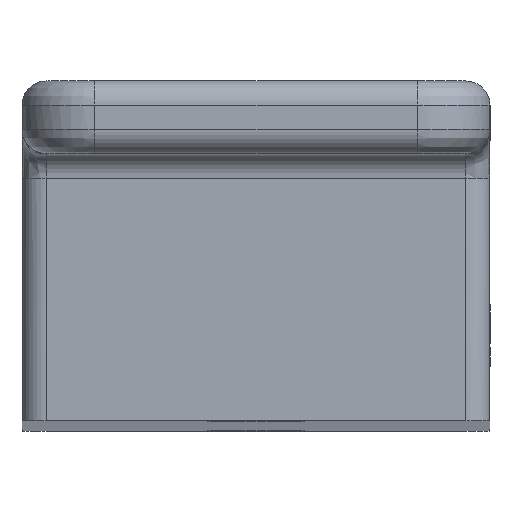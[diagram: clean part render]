
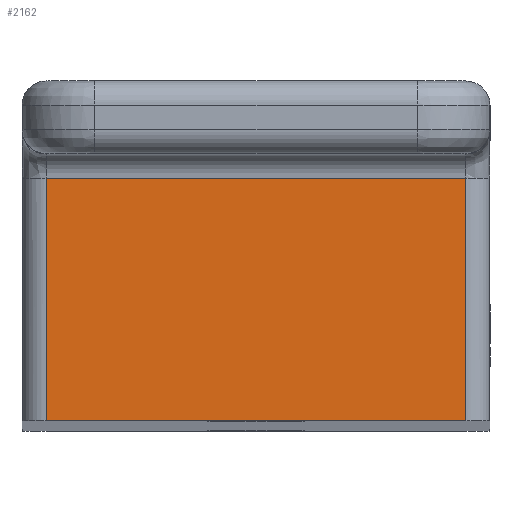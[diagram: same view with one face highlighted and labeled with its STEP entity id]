
A CAD part, top view. The second image highlights one B-rep face of the part: STEP entity #2162.
In plain terms, the highlighted free-form (B-spline) face has degree [1, 1] with [2, 2] control points.
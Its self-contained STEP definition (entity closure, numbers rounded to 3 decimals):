
#1379 = VERTEX_POINT('',#1380);
#1380 = CARTESIAN_POINT('',(15.935,-3.483,
    214.211));
#1386 = EDGE_CURVE('',#1387,#1379,#1389,.T.);
#1387 = VERTEX_POINT('',#1388);
#1388 = CARTESIAN_POINT('',(0.871,-3.483,
    214.211));
#1389 = B_SPLINE_CURVE_WITH_KNOTS('',1,(#1390,#1391),.UNSPECIFIED.,.F.,
  .F.,(2,2),(1.,18.3),.PIECEWISE_BEZIER_KNOTS.);
#1390 = CARTESIAN_POINT('',(0.871,-3.483,
    214.211));
#1391 = CARTESIAN_POINT('',(15.935,-3.483,
    214.211));
#2162 = ADVANCED_FACE('',(#2163),#2185,.T.);
#2163 = FACE_BOUND('',#2164,.T.);
#2164 = EDGE_LOOP('',(#2165,#2166,#2173,#2180));
#2165 = ORIENTED_EDGE('',*,*,#1386,.T.);
#2166 = ORIENTED_EDGE('',*,*,#2167,.T.);
#2167 = EDGE_CURVE('',#1379,#2168,#2170,.T.);
#2168 = VERTEX_POINT('',#2169);
#2169 = CARTESIAN_POINT('',(15.935,5.225,
    214.211));
#2170 = B_SPLINE_CURVE_WITH_KNOTS('',1,(#2171,#2172),.UNSPECIFIED.,.F.,
  .F.,(2,2),(-11.,-1.),.PIECEWISE_BEZIER_KNOTS.);
#2171 = CARTESIAN_POINT('',(15.935,-3.483,
    214.211));
#2172 = CARTESIAN_POINT('',(15.935,5.225,
    214.211));
#2173 = ORIENTED_EDGE('',*,*,#2174,.T.);
#2174 = EDGE_CURVE('',#2168,#2175,#2177,.T.);
#2175 = VERTEX_POINT('',#2176);
#2176 = CARTESIAN_POINT('',(0.871,5.225,
    214.211));
#2177 = B_SPLINE_CURVE_WITH_KNOTS('',1,(#2178,#2179),.UNSPECIFIED.,.F.,
  .F.,(2,2),(-18.3,-1.),.PIECEWISE_BEZIER_KNOTS.);
#2178 = CARTESIAN_POINT('',(15.935,5.225,
    214.211));
#2179 = CARTESIAN_POINT('',(0.871,5.225,
    214.211));
#2180 = ORIENTED_EDGE('',*,*,#2181,.T.);
#2181 = EDGE_CURVE('',#2175,#1387,#2182,.T.);
#2182 = B_SPLINE_CURVE_WITH_KNOTS('',1,(#2183,#2184),.UNSPECIFIED.,.F.,
  .F.,(2,2),(-10.,0.),.PIECEWISE_BEZIER_KNOTS.);
#2183 = CARTESIAN_POINT('',(0.871,5.225,
    214.211));
#2184 = CARTESIAN_POINT('',(0.871,-3.483,
    214.211));
#2185 = B_SPLINE_SURFACE_WITH_KNOTS('',1,1,(
    (#2186,#2187)
    ,(#2188,#2189
    )),.UNSPECIFIED.,.F.,.F.,.F.,(2,2),(2,2),(1.,18.3),(-4.,
    6.),.PIECEWISE_BEZIER_KNOTS.);
#2186 = CARTESIAN_POINT('',(0.871,-3.483,
    214.211));
#2187 = CARTESIAN_POINT('',(0.871,5.225,
    214.211));
#2188 = CARTESIAN_POINT('',(15.935,-3.483,
    214.211));
#2189 = CARTESIAN_POINT('',(15.935,5.225,
    214.211));
